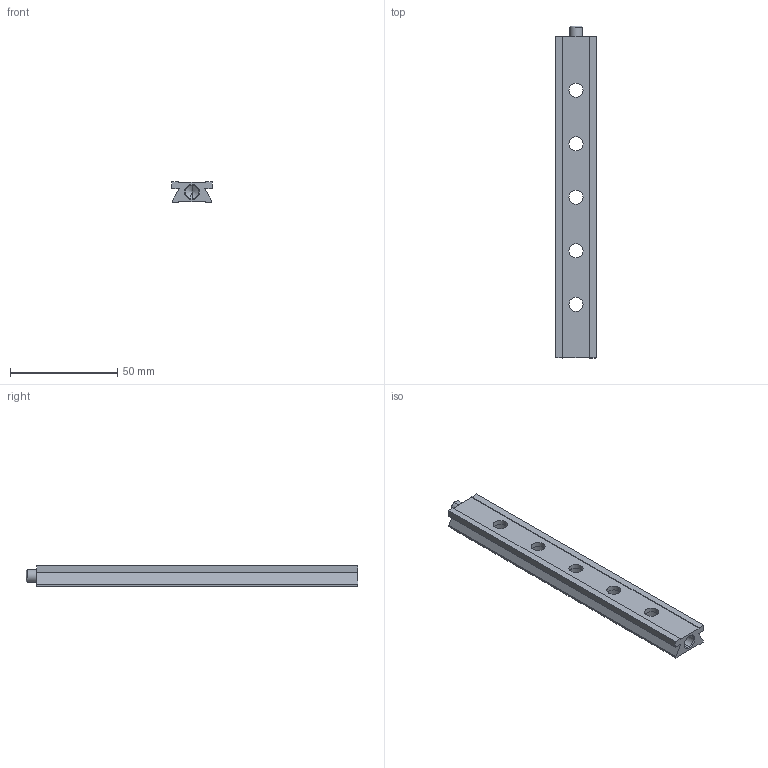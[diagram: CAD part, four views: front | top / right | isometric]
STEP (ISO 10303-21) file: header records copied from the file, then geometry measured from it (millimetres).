
FILE_DESCRIPTION (( 'STEP AP203' ), '1' );
FILE_NAME ('CSOB-150.STEP', '2025-09-11T08:52:25', ( '' ), ( '' ), 'SwSTEP 2.0', 'SolidWorks 2020', '' );
FILE_SCHEMA (( 'CONFIG_CONTROL_DESIGN' ));
Length unit declared in the file: millimetre
Products named in the file (1): CSOB-150
Bounding box: 19 x 155 x 9.6 mm (x, y, z)
Volume: 19070.1 mm3; surface area: 11756.1 mm2
Topology: 2 solids, 2 shells, 1003 faces, 3182 edges, 2264 vertices
Faces by surface type: plane 892, bspline 73, cylinder 26, cone 12
Entity records: 43121 total; most frequent: CARTESIAN_POINT 15621, ORIENTED_EDGE 6356, DIRECTION 4615, EDGE_CURVE 3178, VECTOR 2633, LINE 2633, VERTEX_POINT 2264, EDGE_LOOP 1098
